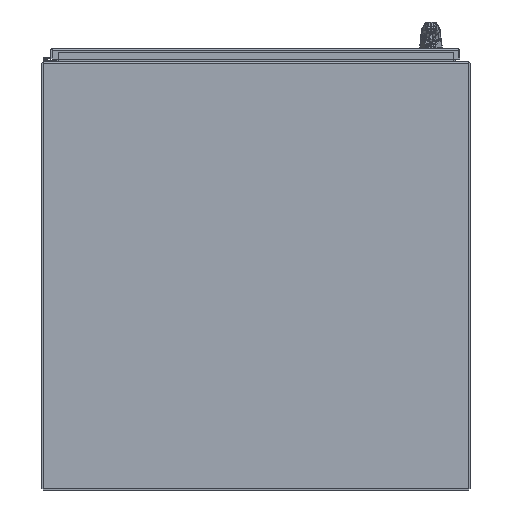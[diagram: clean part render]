
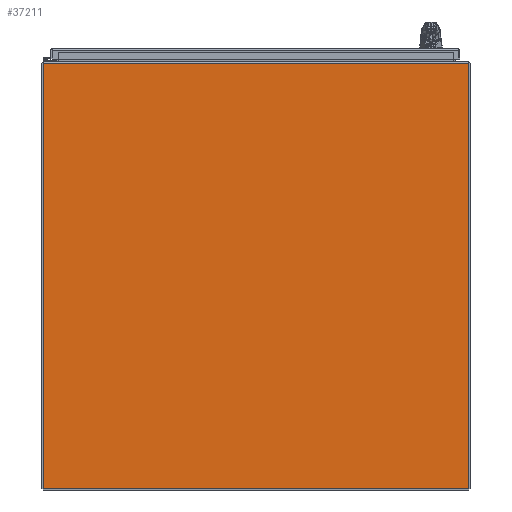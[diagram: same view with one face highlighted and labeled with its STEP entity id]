
A CAD part, front view. The second image highlights one B-rep face of the part: STEP entity #37211.
In plain terms, the highlighted face is planar.
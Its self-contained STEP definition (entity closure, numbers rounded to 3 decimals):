
#4525=FACE_OUTER_BOUND($,#6846,.T.);
#6846=EDGE_LOOP($,(#24913,#24914,#24915,#24916));
#9549=LINE($,#55761,#12617);
#9555=LINE($,#55779,#12623);
#9558=LINE($,#55785,#12626);
#9559=LINE($,#55786,#12627);
#12617=VECTOR($,#44176,35.875);
#12623=VECTOR($,#44200,35.844);
#12626=VECTOR($,#44205,35.844);
#12627=VECTOR($,#44206,35.875);
#15627=VERTEX_POINT($,#55758);
#15628=VERTEX_POINT($,#55760);
#15631=VERTEX_POINT($,#55778);
#15633=VERTEX_POINT($,#55784);
#19137=EDGE_CURVE($,#15628,#15627,#9549,.T.);
#19146=EDGE_CURVE($,#15628,#15631,#9555,.T.);
#19149=EDGE_CURVE($,#15633,#15627,#9558,.T.);
#19150=EDGE_CURVE($,#15631,#15633,#9559,.T.);
#24913=ORIENTED_EDGE($,*,*,#19137,.T.);
#24914=ORIENTED_EDGE($,*,*,#19149,.F.);
#24915=ORIENTED_EDGE($,*,*,#19150,.F.);
#24916=ORIENTED_EDGE($,*,*,#19146,.F.);
#35773=PLANE($,#39643);
#37211=ADVANCED_FACE($,(#4525),#35773,.T.);
#39643=AXIS2_PLACEMENT_3D($,#55783,#44203,#44204);
#44176=DIRECTION($,(1.,0.,0.));
#44200=DIRECTION($,(0.,1.,0.));
#44203=DIRECTION('center_axis',(0.,0.,1.));
#44204=DIRECTION('ref_axis',(1.,0.,0.));
#44205=DIRECTION($,(0.,-1.,0.));
#44206=DIRECTION($,(1.,0.,0.));
#55758=CARTESIAN_POINT('',(17.938,-17.844,0.125));
#55760=CARTESIAN_POINT('',(-17.938,-17.844,0.125));
#55761=CARTESIAN_POINT($,(-8.969,-17.844,0.125));
#55778=CARTESIAN_POINT('',(-17.938,18.,0.125));
#55779=CARTESIAN_POINT($,(-17.938,-18.,0.125));
#55783=CARTESIAN_POINT('Origin',(0.,0.,
0.125));
#55784=CARTESIAN_POINT('',(17.938,18.,0.125));
#55785=CARTESIAN_POINT($,(17.938,18.,0.125));
#55786=CARTESIAN_POINT($,(-17.938,18.,0.125));
